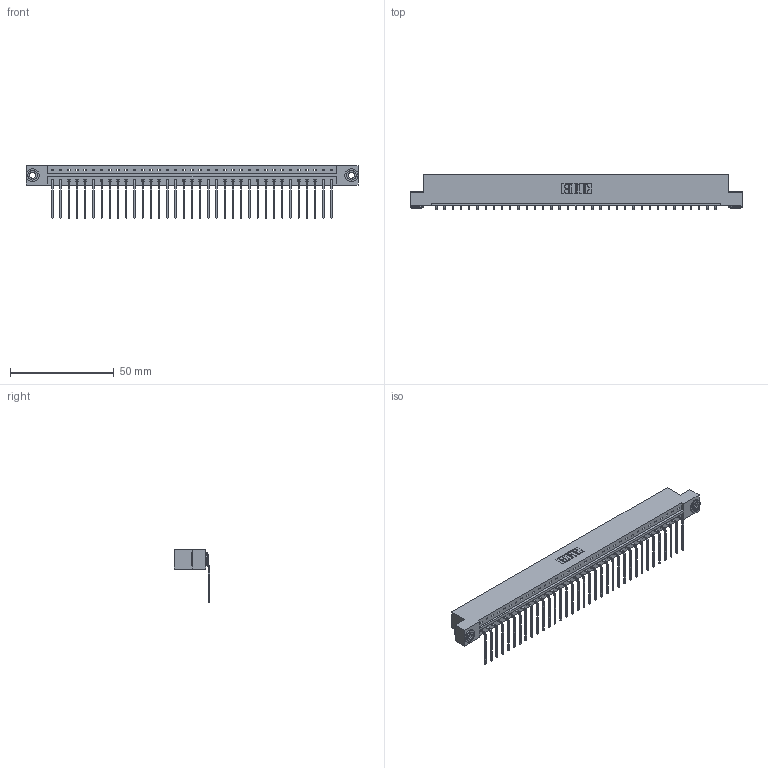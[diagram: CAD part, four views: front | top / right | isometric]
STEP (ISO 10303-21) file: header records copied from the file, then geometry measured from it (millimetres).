
FILE_DESCRIPTION (( 'STEP AP203' ), '1' );
FILE_NAME ('833-035-559-103.STEP', '2020-06-03T01:12:28', ( '' ), ( '' ), 'SwSTEP 2.0', 'SolidWorks 2020', '' );
FILE_SCHEMA (( 'CONFIG_CONTROL_DESIGN' ));
Length unit declared in the file: inch
Products named in the file (4): 833 Part_Flush - .156 Dia - TH; 345-250-002_345-250-002-102; 345-292-001_558 559 Tail - 1; 833-035-559-103
Assembly tree (38 placements, depth 2):
  833-035-559-103
    833 Part_Flush - .156 Dia - TH
    345-292-001_558 559 Tail - 1  x35
    345-250-002_345-250-002-102  x2
Bounding box: 160.22 x 17.09 x 25.53 mm (x, y, z)
Volume: 16198.8 mm3; surface area: 18423.7 mm2
Topology: 38 solids, 38 shells, 2252 faces, 6757 edges, 4454 vertices
Faces by surface type: plane 1620, cylinder 624, cone 8
Entity records: 23036 total; most frequent: CARTESIAN_POINT 3954, ORIENTED_EDGE 3918, DIRECTION 3383, EDGE_CURVE 1959, LINE 1807, VECTOR 1807, VERTEX_POINT 1302, AXIS2_PLACEMENT_3D 788
